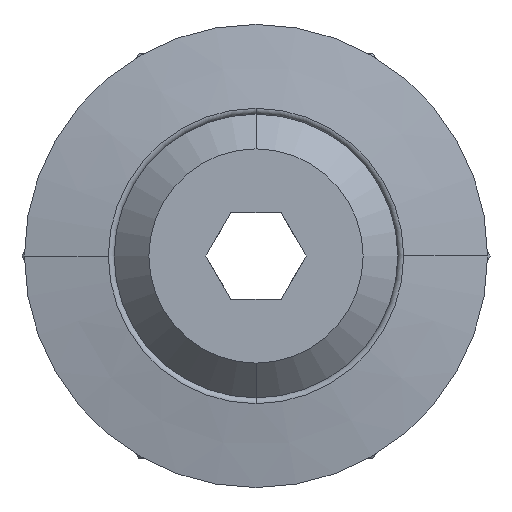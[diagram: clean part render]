
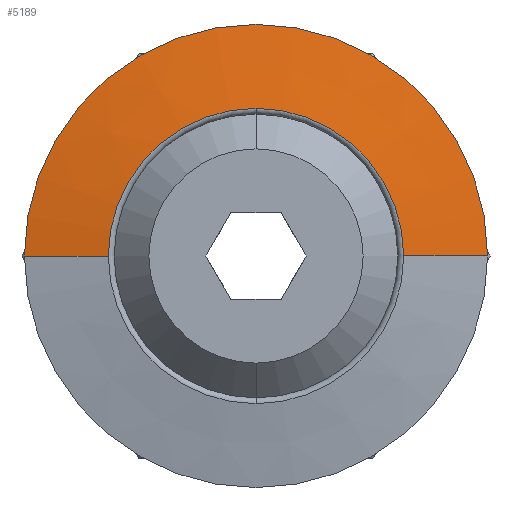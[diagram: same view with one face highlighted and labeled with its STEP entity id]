
A CAD part, front view. The second image highlights one B-rep face of the part: STEP entity #5189.
In plain terms, the highlighted conical face has half-angle 80.218 degrees and reference radius 4 mm.
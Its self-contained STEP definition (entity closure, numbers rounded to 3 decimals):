
#45 = DIRECTION ( 'NONE',  ( -1., 0., 0. ) ) ;
#78 = DIRECTION ( 'NONE',  ( 0., 1., 0. ) ) ;
#101 = CARTESIAN_POINT ( 'NONE',  ( 0., 0.25, 0. ) ) ;
#318 = CARTESIAN_POINT ( 'NONE',  ( 0., 0., 0. ) ) ;
#562 = VERTEX_POINT ( 'NONE', #2715 ) ;
#901 = DIRECTION ( 'NONE',  ( -1., 0., 0. ) ) ;
#1031 = CIRCLE ( 'NONE', #2211, 4. ) ;
#1109 = DIRECTION ( 'NONE',  ( -0.985, 0.17, 0. ) ) ;
#1126 = ORIENTED_EDGE ( 'NONE', *, *, #1211, .F. ) ;
#1211 = EDGE_CURVE ( 'NONE', #7476, #2336, #1031, .T. ) ;
#1429 = VECTOR ( 'NONE', #1109, 1000. ) ;
#1432 = CARTESIAN_POINT ( 'NONE',  ( 4., 0.25, 0. ) ) ;
#1932 = VERTEX_POINT ( 'NONE', #6080 ) ;
#1951 = EDGE_LOOP ( 'NONE', ( #4565, #5415, #1126, #7481 ) ) ;
#2178 = CARTESIAN_POINT ( 'NONE',  ( -4., 0.25, 0. ) ) ;
#2192 = DIRECTION ( 'NONE',  ( -1., 0., 0. ) ) ;
#2199 = EDGE_CURVE ( 'NONE', #562, #7476, #5861, .T. ) ;
#2211 = AXIS2_PLACEMENT_3D ( 'NONE', #101, #78, #45 ) ;
#2332 = EDGE_CURVE ( 'NONE', #1932, #2336, #4312, .T. ) ;
#2336 = VERTEX_POINT ( 'NONE', #4906 ) ;
#2715 = CARTESIAN_POINT ( 'NONE',  ( -2.55, 0., 0. ) ) ;
#2755 = CARTESIAN_POINT ( 'NONE',  ( 0., 0.25, 0. ) ) ;
#2874 = EDGE_CURVE ( 'NONE', #562, #1932, #6705, .T. ) ;
#3337 = DIRECTION ( 'NONE',  ( 0., 1., 0. ) ) ;
#3475 = CARTESIAN_POINT ( 'NONE',  ( -4., 0.25, 0. ) ) ;
#4312 = LINE ( 'NONE', #1432, #5677 ) ;
#4371 = DIRECTION ( 'NONE',  ( 0., 1., 0. ) ) ;
#4565 = ORIENTED_EDGE ( 'NONE', *, *, #2874, .T. ) ;
#4906 = CARTESIAN_POINT ( 'NONE',  ( 4., 0.25, 0. ) ) ;
#5058 = CONICAL_SURFACE ( 'NONE', #6586, 4., 1.4 ) ;
#5189 = ADVANCED_FACE ( 'NONE', ( #7323 ), #5058, .T. ) ;
#5415 = ORIENTED_EDGE ( 'NONE', *, *, #2332, .T. ) ;
#5427 = AXIS2_PLACEMENT_3D ( 'NONE', #318, #4371, #901 ) ;
#5496 = DIRECTION ( 'NONE',  ( 0.985, 0.17, 0. ) ) ;
#5677 = VECTOR ( 'NONE', #5496, 1000. ) ;
#5861 = LINE ( 'NONE', #3475, #1429 ) ;
#6080 = CARTESIAN_POINT ( 'NONE',  ( 2.55, 0., 0. ) ) ;
#6586 = AXIS2_PLACEMENT_3D ( 'NONE', #2755, #3337, #2192 ) ;
#6705 = CIRCLE ( 'NONE', #5427, 2.55 ) ;
#7323 = FACE_OUTER_BOUND ( 'NONE', #1951, .T. ) ;
#7476 = VERTEX_POINT ( 'NONE', #2178 ) ;
#7481 = ORIENTED_EDGE ( 'NONE', *, *, #2199, .F. ) ;
